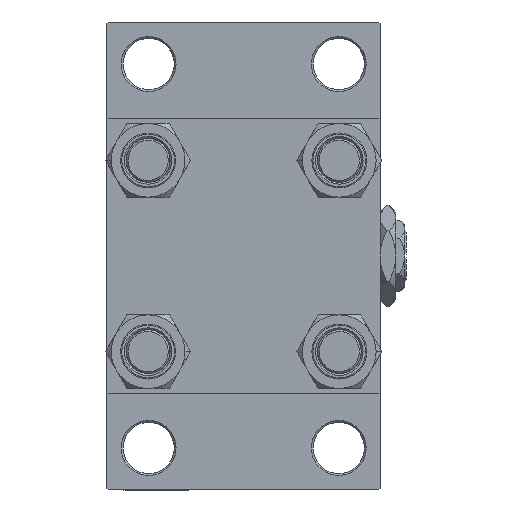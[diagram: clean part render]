
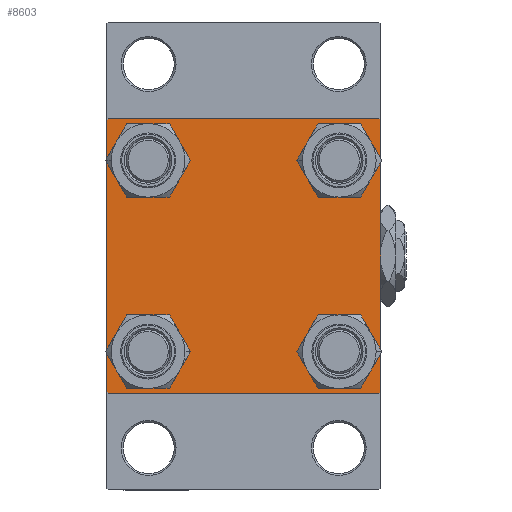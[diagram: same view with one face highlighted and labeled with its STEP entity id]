
A CAD part, left-side view. The second image highlights one B-rep face of the part: STEP entity #8603.
In plain terms, the highlighted planar face has unit normal (-1, 0, 0).
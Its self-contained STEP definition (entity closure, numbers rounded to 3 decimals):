
#127 = CARTESIAN_POINT ( 'NONE',  ( 0., -37.25, -37.25 ) ) ;
#652 = DIRECTION ( 'NONE',  ( 0., 0., 1. ) ) ;
#696 = VERTEX_POINT ( 'NONE', #37877 ) ;
#743 = CARTESIAN_POINT ( 'NONE',  ( 0., -26.15, 26.15 ) ) ;
#942 = FACE_BOUND ( 'NONE', #23741, .T. ) ;
#967 = ORIENTED_EDGE ( 'NONE', *, *, #37065, .T. ) ;
#1002 = CARTESIAN_POINT ( 'NONE',  ( 0., -26.15, -32.65 ) ) ;
#2319 = EDGE_CURVE ( 'NONE', #9259, #35916, #37430, .T. ) ;
#3303 = ORIENTED_EDGE ( 'NONE', *, *, #43087, .T. ) ;
#3533 = CIRCLE ( 'NONE', #5921, 6.5 ) ;
#3669 = DIRECTION ( 'NONE',  ( 0., -0.707, 0.707 ) ) ;
#3752 = VERTEX_POINT ( 'NONE', #42326 ) ;
#3910 = LINE ( 'NONE', #127, #29350 ) ;
#4192 = CARTESIAN_POINT ( 'NONE',  ( 0., 26.15, -26.15 ) ) ;
#4215 = VECTOR ( 'NONE', #41686, 1000. ) ;
#4973 = DIRECTION ( 'NONE',  ( 0., 0., 1. ) ) ;
#5021 = VERTEX_POINT ( 'NONE', #18340 ) ;
#5817 = DIRECTION ( 'NONE',  ( 1., 0., 0. ) ) ;
#5820 = ORIENTED_EDGE ( 'NONE', *, *, #25967, .T. ) ;
#5921 = AXIS2_PLACEMENT_3D ( 'NONE', #743, #31438, #35220 ) ;
#6188 = EDGE_CURVE ( 'NONE', #11766, #32213, #9256, .T. ) ;
#6307 = CARTESIAN_POINT ( 'NONE',  ( 0., 26.15, -26.15 ) ) ;
#7302 = ORIENTED_EDGE ( 'NONE', *, *, #47765, .T. ) ;
#7412 = DIRECTION ( 'NONE',  ( 0., 0., -1. ) ) ;
#7450 = VERTEX_POINT ( 'NONE', #19556 ) ;
#7834 = CARTESIAN_POINT ( 'NONE',  ( 0., 26.15, 19.65 ) ) ;
#7848 = ORIENTED_EDGE ( 'NONE', *, *, #6188, .T. ) ;
#7911 = CARTESIAN_POINT ( 'NONE',  ( 0., -37.5, 37.5 ) ) ;
#7941 = CARTESIAN_POINT ( 'NONE',  ( 0., 26.15, 26.15 ) ) ;
#8217 = VERTEX_POINT ( 'NONE', #1002 ) ;
#8509 = CIRCLE ( 'NONE', #18953, 6.5 ) ;
#8603 = ADVANCED_FACE ( 'NONE', ( #27612, #942, #47215, #31644, #35664 ), #38683, .T. ) ;
#8717 = DIRECTION ( 'NONE',  ( 1., 0., 0. ) ) ;
#8835 = CARTESIAN_POINT ( 'NONE',  ( 0., 26.15, -19.65 ) ) ;
#9256 = LINE ( 'NONE', #12785, #27519 ) ;
#9259 = VERTEX_POINT ( 'NONE', #30778 ) ;
#9348 = CARTESIAN_POINT ( 'NONE',  ( 0., 26.15, 32.65 ) ) ;
#9502 = ORIENTED_EDGE ( 'NONE', *, *, #9585, .T. ) ;
#9574 = ORIENTED_EDGE ( 'NONE', *, *, #40798, .T. ) ;
#9585 = EDGE_CURVE ( 'NONE', #8217, #43691, #8509, .T. ) ;
#9765 = CIRCLE ( 'NONE', #25046, 6.5 ) ;
#10295 = EDGE_CURVE ( 'NONE', #38753, #23242, #14320, .T. ) ;
#11766 = VERTEX_POINT ( 'NONE', #43930 ) ;
#11841 = LINE ( 'NONE', #23684, #17819 ) ;
#12758 = CARTESIAN_POINT ( 'NONE',  ( 0., 0., 0. ) ) ;
#12785 = CARTESIAN_POINT ( 'NONE',  ( 0., 37.25, 37.25 ) ) ;
#13177 = ORIENTED_EDGE ( 'NONE', *, *, #13824, .F. ) ;
#13824 = EDGE_CURVE ( 'NONE', #9259, #3752, #46402, .T. ) ;
#14044 = DIRECTION ( 'NONE',  ( 0., 0., 1. ) ) ;
#14320 = CIRCLE ( 'NONE', #24900, 6.5 ) ;
#14643 = DIRECTION ( 'NONE',  ( 0., -1., 0. ) ) ;
#15012 = CARTESIAN_POINT ( 'NONE',  ( 0., -37.25, 37.25 ) ) ;
#15146 = VERTEX_POINT ( 'NONE', #7834 ) ;
#15483 = CARTESIAN_POINT ( 'NONE',  ( 0., -26.15, -19.65 ) ) ;
#16362 = DIRECTION ( 'NONE',  ( 1., 0., 0. ) ) ;
#16523 = CIRCLE ( 'NONE', #33441, 6.5 ) ;
#17248 = CIRCLE ( 'NONE', #49367, 6.5 ) ;
#17819 = VECTOR ( 'NONE', #38769, 1000. ) ;
#18068 = VERTEX_POINT ( 'NONE', #30837 ) ;
#18099 = DIRECTION ( 'NONE',  ( 1., 0., 0. ) ) ;
#18340 = CARTESIAN_POINT ( 'NONE',  ( 0., 37.5, -37. ) ) ;
#18367 = VECTOR ( 'NONE', #7412, 1000. ) ;
#18677 = EDGE_LOOP ( 'NONE', ( #5820, #9574 ) ) ;
#18953 = AXIS2_PLACEMENT_3D ( 'NONE', #27842, #8717, #21035 ) ;
#18979 = CARTESIAN_POINT ( 'NONE',  ( 0., -37., 37.5 ) ) ;
#19556 = CARTESIAN_POINT ( 'NONE',  ( 0., -37., -37.5 ) ) ;
#20096 = DIRECTION ( 'NONE',  ( 0., 0.707, -0.707 ) ) ;
#20413 = AXIS2_PLACEMENT_3D ( 'NONE', #33171, #48497, #14044 ) ;
#21035 = DIRECTION ( 'NONE',  ( 0., 0., 1. ) ) ;
#21672 = DIRECTION ( 'NONE',  ( 0., 0., 1. ) ) ;
#23242 = VERTEX_POINT ( 'NONE', #32780 ) ;
#23684 = CARTESIAN_POINT ( 'NONE',  ( 0., 37.5, 37.5 ) ) ;
#23741 = EDGE_LOOP ( 'NONE', ( #3303, #9502 ) ) ;
#24900 = AXIS2_PLACEMENT_3D ( 'NONE', #6307, #5817, #21672 ) ;
#25046 = AXIS2_PLACEMENT_3D ( 'NONE', #7941, #18099, #652 ) ;
#25866 = EDGE_CURVE ( 'NONE', #11766, #35916, #11841, .T. ) ;
#25967 = EDGE_CURVE ( 'NONE', #29607, #15146, #9765, .T. ) ;
#25994 = ORIENTED_EDGE ( 'NONE', *, *, #40017, .T. ) ;
#26722 = EDGE_CURVE ( 'NONE', #5021, #696, #37683, .T. ) ;
#27044 = DIRECTION ( 'NONE',  ( 1., 0., 0. ) ) ;
#27196 = CARTESIAN_POINT ( 'NONE',  ( 0., -26.15, -26.15 ) ) ;
#27519 = VECTOR ( 'NONE', #20096, 1000. ) ;
#27612 = FACE_BOUND ( 'NONE', #45307, .T. ) ;
#27842 = CARTESIAN_POINT ( 'NONE',  ( 0., -26.15, -26.15 ) ) ;
#29139 = ORIENTED_EDGE ( 'NONE', *, *, #38860, .T. ) ;
#29240 = CIRCLE ( 'NONE', #20413, 6.5 ) ;
#29317 = CARTESIAN_POINT ( 'NONE',  ( 0., 37.5, 37.5 ) ) ;
#29350 = VECTOR ( 'NONE', #3669, 1000. ) ;
#29607 = VERTEX_POINT ( 'NONE', #9348 ) ;
#30297 = VERTEX_POINT ( 'NONE', #31526 ) ;
#30373 = DIRECTION ( 'NONE',  ( 0., 0.707, 0.707 ) ) ;
#30649 = VECTOR ( 'NONE', #30373, 1000. ) ;
#30778 = CARTESIAN_POINT ( 'NONE',  ( 0., -37.5, 37. ) ) ;
#30837 = CARTESIAN_POINT ( 'NONE',  ( 0., -26.15, 19.65 ) ) ;
#31438 = DIRECTION ( 'NONE',  ( 1., 0., 0. ) ) ;
#31526 = CARTESIAN_POINT ( 'NONE',  ( 0., -26.15, 32.65 ) ) ;
#31644 = FACE_BOUND ( 'NONE', #18677, .T. ) ;
#31730 = EDGE_LOOP ( 'NONE', ( #33462, #7302 ) ) ;
#31769 = VECTOR ( 'NONE', #41108, 1000. ) ;
#31963 = DIRECTION ( 'NONE',  ( 0., 0., 1. ) ) ;
#32213 = VERTEX_POINT ( 'NONE', #34835 ) ;
#32780 = CARTESIAN_POINT ( 'NONE',  ( 0., 26.15, -32.65 ) ) ;
#32845 = LINE ( 'NONE', #29317, #31769 ) ;
#32951 = ORIENTED_EDGE ( 'NONE', *, *, #2319, .T. ) ;
#33171 = CARTESIAN_POINT ( 'NONE',  ( 0., -26.15, 26.15 ) ) ;
#33441 = AXIS2_PLACEMENT_3D ( 'NONE', #4192, #42656, #37667 ) ;
#33462 = ORIENTED_EDGE ( 'NONE', *, *, #10295, .T. ) ;
#33707 = ORIENTED_EDGE ( 'NONE', *, *, #48407, .T. ) ;
#34835 = CARTESIAN_POINT ( 'NONE',  ( 0., 37.5, 37. ) ) ;
#35220 = DIRECTION ( 'NONE',  ( 0., 0., 1. ) ) ;
#35249 = ORIENTED_EDGE ( 'NONE', *, *, #41627, .T. ) ;
#35664 = FACE_OUTER_BOUND ( 'NONE', #46875, .T. ) ;
#35916 = VERTEX_POINT ( 'NONE', #18979 ) ;
#37065 = EDGE_CURVE ( 'NONE', #32213, #5021, #32845, .T. ) ;
#37430 = LINE ( 'NONE', #15012, #30649 ) ;
#37667 = DIRECTION ( 'NONE',  ( 0., 0., 1. ) ) ;
#37683 = LINE ( 'NONE', #45471, #4215 ) ;
#37877 = CARTESIAN_POINT ( 'NONE',  ( 0., 37., -37.5 ) ) ;
#38683 = PLANE ( 'NONE',  #47722 ) ;
#38753 = VERTEX_POINT ( 'NONE', #8835 ) ;
#38769 = DIRECTION ( 'NONE',  ( 0., -1., 0. ) ) ;
#38860 = EDGE_CURVE ( 'NONE', #18068, #30297, #3533, .T. ) ;
#39082 = VECTOR ( 'NONE', #14643, 1000. ) ;
#40017 = EDGE_CURVE ( 'NONE', #30297, #18068, #29240, .T. ) ;
#40798 = EDGE_CURVE ( 'NONE', #15146, #29607, #17248, .T. ) ;
#41108 = DIRECTION ( 'NONE',  ( 0., 0., -1. ) ) ;
#41396 = CIRCLE ( 'NONE', #47828, 6.5 ) ;
#41620 = CARTESIAN_POINT ( 'NONE',  ( 0., 26.15, 26.15 ) ) ;
#41627 = EDGE_CURVE ( 'NONE', #7450, #3752, #3910, .T. ) ;
#41686 = DIRECTION ( 'NONE',  ( 0., -0.707, -0.707 ) ) ;
#41804 = LINE ( 'NONE', #45580, #39082 ) ;
#42121 = DIRECTION ( 'NONE',  ( 0., 0., 1. ) ) ;
#42326 = CARTESIAN_POINT ( 'NONE',  ( 0., -37.5, -37. ) ) ;
#42656 = DIRECTION ( 'NONE',  ( 1., 0., 0. ) ) ;
#43087 = EDGE_CURVE ( 'NONE', #43691, #8217, #41396, .T. ) ;
#43691 = VERTEX_POINT ( 'NONE', #15483 ) ;
#43930 = CARTESIAN_POINT ( 'NONE',  ( 0., 37., 37.5 ) ) ;
#45307 = EDGE_LOOP ( 'NONE', ( #25994, #29139 ) ) ;
#45471 = CARTESIAN_POINT ( 'NONE',  ( 0., 37.25, -37.25 ) ) ;
#45580 = CARTESIAN_POINT ( 'NONE',  ( 0., 37.5, -37.5 ) ) ;
#46402 = LINE ( 'NONE', #7911, #18367 ) ;
#46875 = EDGE_LOOP ( 'NONE', ( #967, #49181, #33707, #35249, #13177, #32951, #47254, #7848 ) ) ;
#46971 = DIRECTION ( 'NONE',  ( -1., 0., 0. ) ) ;
#47215 = FACE_BOUND ( 'NONE', #31730, .T. ) ;
#47254 = ORIENTED_EDGE ( 'NONE', *, *, #25866, .F. ) ;
#47722 = AXIS2_PLACEMENT_3D ( 'NONE', #12758, #46971, #4973 ) ;
#47765 = EDGE_CURVE ( 'NONE', #23242, #38753, #16523, .T. ) ;
#47828 = AXIS2_PLACEMENT_3D ( 'NONE', #27196, #16362, #31963 ) ;
#48407 = EDGE_CURVE ( 'NONE', #696, #7450, #41804, .T. ) ;
#48497 = DIRECTION ( 'NONE',  ( 1., 0., 0. ) ) ;
#49181 = ORIENTED_EDGE ( 'NONE', *, *, #26722, .T. ) ;
#49367 = AXIS2_PLACEMENT_3D ( 'NONE', #41620, #27044, #42121 ) ;
